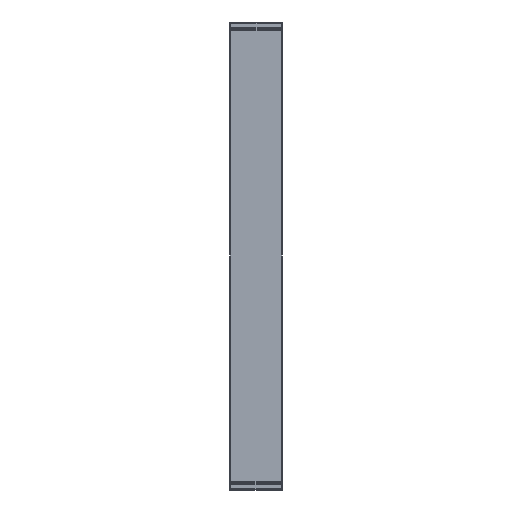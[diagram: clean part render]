
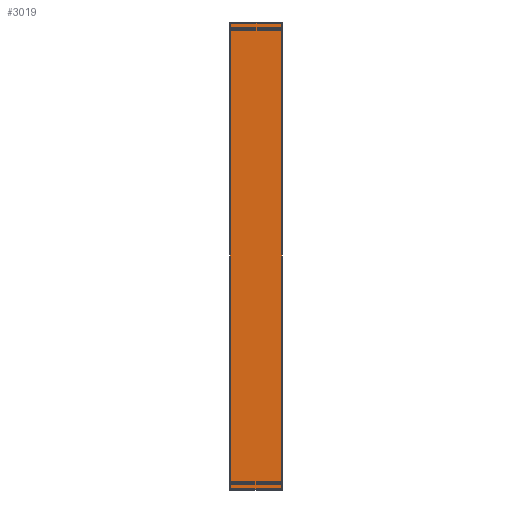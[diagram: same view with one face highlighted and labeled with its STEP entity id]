
A CAD part, front view. The second image highlights one B-rep face of the part: STEP entity #3019.
In plain terms, the highlighted planar face has unit normal (0, -1, 0).
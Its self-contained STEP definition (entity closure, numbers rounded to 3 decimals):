
#248 = DIRECTION ( 'NONE',  ( 0., 0., -1. ) ) ;
#1910 = PLANE ( 'NONE',  #24457 ) ;
#1939 = EDGE_CURVE ( 'NONE', #17592, #11758, #24379, .T. ) ;
#2195 = VECTOR ( 'NONE', #248, 1000. ) ;
#2747 = VECTOR ( 'NONE', #6408, 1000. ) ;
#3019 = ADVANCED_FACE ( 'NONE', ( #11229 ), #1910, .F. ) ;
#3128 = CARTESIAN_POINT ( 'NONE',  ( 59.7, -10., 0. ) ) ;
#3437 = CARTESIAN_POINT ( 'NONE',  ( 59.7, -10., 1067. ) ) ;
#3912 = DIRECTION ( 'NONE',  ( 1., 0., 0. ) ) ;
#5055 = CARTESIAN_POINT ( 'NONE',  ( -59.7, -10., 1067. ) ) ;
#6059 = LINE ( 'NONE', #3437, #6684 ) ;
#6408 = DIRECTION ( 'NONE',  ( 0., 0., -1. ) ) ;
#6513 = CARTESIAN_POINT ( 'NONE',  ( -59.7, -10., 0. ) ) ;
#6684 = VECTOR ( 'NONE', #3912, 1000. ) ;
#6724 = DIRECTION ( 'NONE',  ( 0., 1., 0. ) ) ;
#6858 = CARTESIAN_POINT ( 'NONE',  ( 59.7, -10., 1067. ) ) ;
#10835 = EDGE_CURVE ( 'NONE', #20062, #17592, #17428, .T. ) ;
#11229 = FACE_OUTER_BOUND ( 'NONE', #11646, .T. ) ;
#11507 = EDGE_CURVE ( 'NONE', #16278, #11758, #25494, .T. ) ;
#11646 = EDGE_LOOP ( 'NONE', ( #26131, #20045, #25390, #22838 ) ) ;
#11758 = VERTEX_POINT ( 'NONE', #12989 ) ;
#12989 = CARTESIAN_POINT ( 'NONE',  ( 59.7, -10., 0. ) ) ;
#13980 = CARTESIAN_POINT ( 'NONE',  ( 59.7, -10., 1067. ) ) ;
#15262 = CARTESIAN_POINT ( 'NONE',  ( -59.7, -10., 1067. ) ) ;
#16278 = VERTEX_POINT ( 'NONE', #20160 ) ;
#17428 = LINE ( 'NONE', #5055, #2195 ) ;
#17592 = VERTEX_POINT ( 'NONE', #6513 ) ;
#18652 = DIRECTION ( 'NONE',  ( 0., 0., 1. ) ) ;
#20045 = ORIENTED_EDGE ( 'NONE', *, *, #11507, .F. ) ;
#20062 = VERTEX_POINT ( 'NONE', #15262 ) ;
#20160 = CARTESIAN_POINT ( 'NONE',  ( 59.7, -10., 1067. ) ) ;
#21820 = VECTOR ( 'NONE', #26564, 1000. ) ;
#22838 = ORIENTED_EDGE ( 'NONE', *, *, #10835, .T. ) ;
#24379 = LINE ( 'NONE', #3128, #21820 ) ;
#24457 = AXIS2_PLACEMENT_3D ( 'NONE', #13980, #6724, #18652 ) ;
#24769 = EDGE_CURVE ( 'NONE', #20062, #16278, #6059, .T. ) ;
#25390 = ORIENTED_EDGE ( 'NONE', *, *, #24769, .F. ) ;
#25494 = LINE ( 'NONE', #6858, #2747 ) ;
#26131 = ORIENTED_EDGE ( 'NONE', *, *, #1939, .T. ) ;
#26564 = DIRECTION ( 'NONE',  ( 1., 0., 0. ) ) ;
